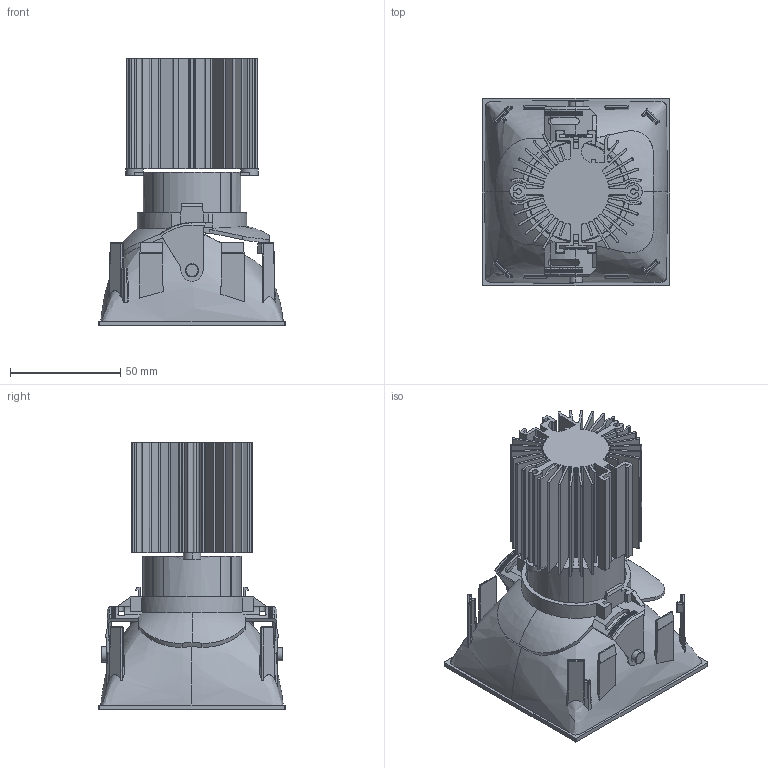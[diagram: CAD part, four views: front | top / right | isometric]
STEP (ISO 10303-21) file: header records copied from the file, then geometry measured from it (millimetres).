
FILE_DESCRIPTION(/* description */ (''),/* implementation_level */ '2;1');
FILE_NAME(/* name */ 'M259405_EVERYTHING 105 SQUARE ADJ TRIMLESS',/* time_stamp */ '2018-04-09T15:35:02+02:00',/* author */ (''),/* organization */ (''),/* preprocessor_version */ 'ST-DEVELOPER v15',/* originating_system */ '',/* authorisation */ '');
FILE_SCHEMA (('CONFIG_CONTROL_DESIGN'));
Length unit declared in the file: metre
Products named in the file (1): Document
Bounding box: 84.8 x 84.8 x 121 mm (x, y, z)
Volume: 48939.6 mm3; surface area: 103412.7 mm2
Topology: 4 solids, 5 shells, 889 faces, 2410 edges, 1545 vertices
Faces by surface type: plane 512, bspline 377
Entity records: 118083 total; most frequent: CARTESIAN_POINT 103319, ORIENTED_EDGE 4748, EDGE_CURVE 2380, B_SPLINE_CURVE_WITH_KNOTS 1640, VERTEX_POINT 1548, EDGE_LOOP 952, ADVANCED_FACE 889, FACE_OUTER_BOUND 889
